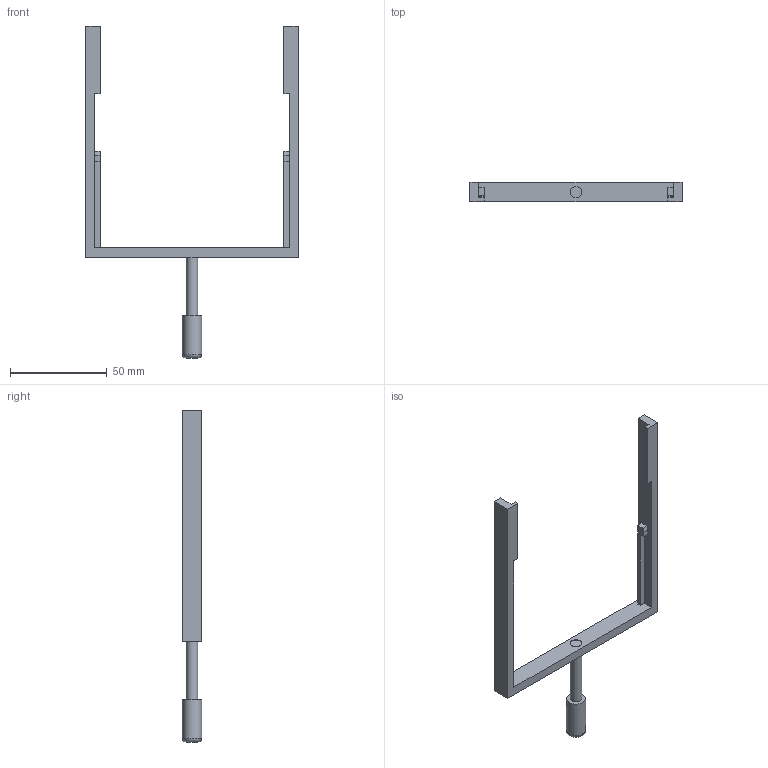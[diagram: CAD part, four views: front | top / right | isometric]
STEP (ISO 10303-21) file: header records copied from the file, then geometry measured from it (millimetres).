
FILE_DESCRIPTION((''),'2;1');
FILE_NAME('Slider.stp','2015-01-07T10:45:34',('Administrator'),(''),'Autodesk Inventor 2008','Autodesk Inventor 2008','');
FILE_SCHEMA(('AUTOMOTIVE_DESIGN { 1 0 10303 214 1 1 1 1 }'));
Length unit declared in the file: millimetre
Products named in the file (1): Slider
Bounding box: 110 x 10 x 172 mm (x, y, z)
Volume: 19492 mm3; surface area: 12468.8 mm2
Topology: 1 solids, 1 shells, 41 faces, 105 edges, 69 vertices
Faces by surface type: plane 22, bspline 15, cylinder 3, torus 1
Full cylindrical faces by diameter (mm): 6 x2, 10 x1
Entity records: 1247 total; most frequent: CARTESIAN_POINT 257, ORIENTED_EDGE 202, DIRECTION 162, EDGE_CURVE 101, VECTOR 94, LINE 94, VERTEX_POINT 69, EDGE_LOOP 48
